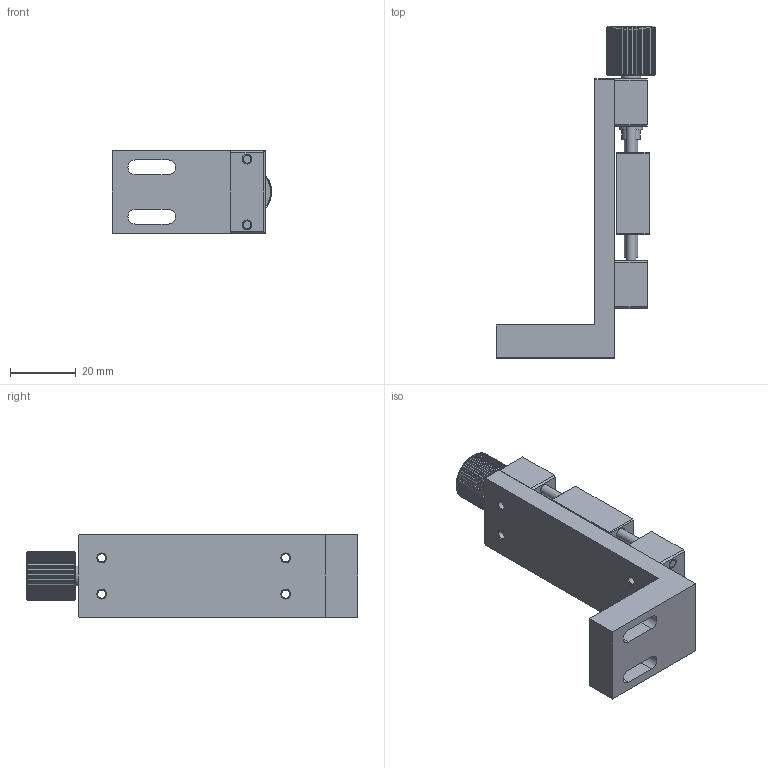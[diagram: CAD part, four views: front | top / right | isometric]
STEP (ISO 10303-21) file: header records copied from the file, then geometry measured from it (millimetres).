
FILE_DESCRIPTION (( 'STEP AP203' ), '1' );
FILE_NAME ('528986.STEP', '2024-11-12T01:33:43', ( 'Windows User' ), ( 'P R C' ), 'SwSTEP 2.0', 'SolidWorks 2020', '' );
FILE_SCHEMA (( 'CONFIG_CONTROL_DESIGN' ));
Length unit declared in the file: millimetre
Products named in the file (1): 528986
Bounding box: 48.5 x 101 x 25 mm (x, y, z)
Volume: 34609.2 mm3; surface area: 19124.9 mm2
Topology: 7 solids, 7 shells, 465 faces, 1070 edges, 628 vertices
Faces by surface type: plane 199, cone 157, cylinder 109
Full cylindrical faces by diameter (mm): 2.459 x10, 3 x15, 3.001 x2, 3.2 x4, 3.242 x1, 4.001 x1, 5.601 x1, 6 x7, 7.001 x1
Entity records: 14560 total; most frequent: CARTESIAN_POINT 4789, DIRECTION 1956, ORIENTED_EDGE 1932, EDGE_CURVE 966, AXIS2_PLACEMENT_3D 816, VERTEX_POINT 602, EDGE_LOOP 600, FACE_OUTER_BOUND 507
